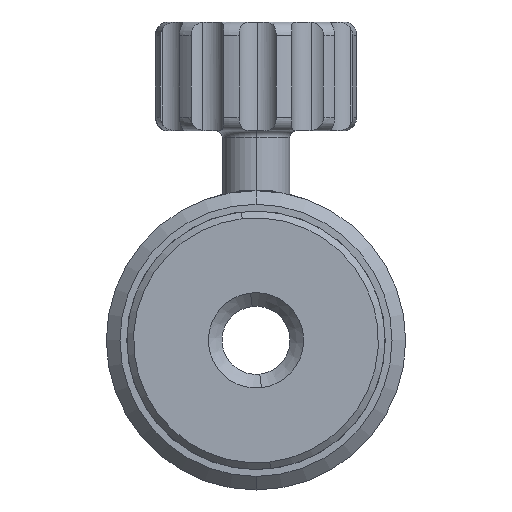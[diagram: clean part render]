
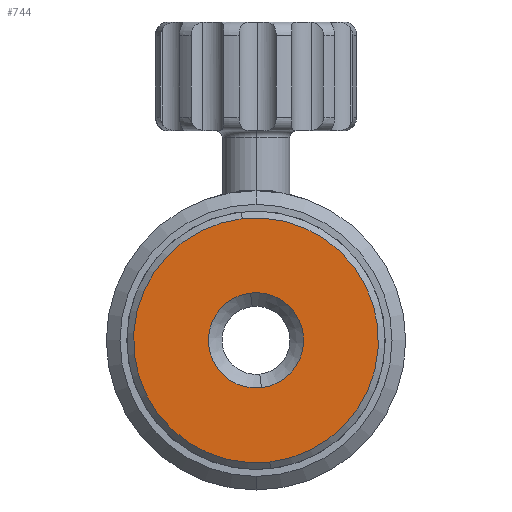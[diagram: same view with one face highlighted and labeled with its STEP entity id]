
A CAD part, front view. The second image highlights one B-rep face of the part: STEP entity #744.
In plain terms, the highlighted planar face has unit normal (0, -1, 0).
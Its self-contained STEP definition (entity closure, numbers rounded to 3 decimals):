
#114 = FACE_BOUND ( 'NONE', #1018, .T. ) ;
#194 = DIRECTION ( 'NONE',  ( 0., 1., 0. ) ) ;
#444 = ORIENTED_EDGE ( 'NONE', *, *, #3993, .T. ) ;
#446 = DIRECTION ( 'NONE',  ( 0., -1., 0. ) ) ;
#512 = ORIENTED_EDGE ( 'NONE', *, *, #4427, .T. ) ;
#520 = DIRECTION ( 'NONE',  ( -0.113, 0., 0.994 ) ) ;
#580 = PLANE ( 'NONE',  #2650 ) ;
#744 = ADVANCED_FACE ( 'NONE', ( #114, #2114 ), #580, .F. ) ;
#971 = CARTESIAN_POINT ( 'NONE',  ( -2.259, -13.944, 25.4 ) ) ;
#1004 = DIRECTION ( 'NONE',  ( -0.113, 0., 0.994 ) ) ;
#1018 = EDGE_LOOP ( 'NONE', ( #444, #4576 ) ) ;
#1083 = AXIS2_PLACEMENT_3D ( 'NONE', #4044, #446, #1608 ) ;
#1270 = VERTEX_POINT ( 'NONE', #1978 ) ;
#1368 = DIRECTION ( 'NONE',  ( -0.113, 0., 0.994 ) ) ;
#1447 = CARTESIAN_POINT ( 'NONE',  ( -2.259, -13.944, 25.4 ) ) ;
#1460 = CARTESIAN_POINT ( 'NONE',  ( -2.259, -13.944, 25.4 ) ) ;
#1608 = DIRECTION ( 'NONE',  ( -0.113, 0., 0.994 ) ) ;
#1657 = VERTEX_POINT ( 'NONE', #4205 ) ;
#1804 = EDGE_CURVE ( 'NONE', #1657, #4323, #4215, .T. ) ;
#1978 = CARTESIAN_POINT ( 'NONE',  ( -1.862, -13.944, 21.923 ) ) ;
#1985 = EDGE_CURVE ( 'NONE', #2930, #1270, #3984, .T. ) ;
#2043 = CIRCLE ( 'NONE', #2495, 3.5 ) ;
#2114 = FACE_OUTER_BOUND ( 'NONE', #4858, .T. ) ;
#2155 = AXIS2_PLACEMENT_3D ( 'NONE', #971, #194, #1004 ) ;
#2294 = CARTESIAN_POINT ( 'NONE',  ( -2.655, -13.944, 28.877 ) ) ;
#2495 = AXIS2_PLACEMENT_3D ( 'NONE', #1460, #3640, #520 ) ;
#2599 = DIRECTION ( 'NONE',  ( -0.113, 0., 0.994 ) ) ;
#2617 = AXIS2_PLACEMENT_3D ( 'NONE', #1447, #3878, #2599 ) ;
#2650 = AXIS2_PLACEMENT_3D ( 'NONE', #3343, #4190, #1368 ) ;
#2895 = CIRCLE ( 'NONE', #2617, 9. ) ;
#2930 = VERTEX_POINT ( 'NONE', #2294 ) ;
#3343 = CARTESIAN_POINT ( 'NONE',  ( -2.259, -13.944, 25.4 ) ) ;
#3640 = DIRECTION ( 'NONE',  ( 0., 1., 0. ) ) ;
#3828 = CARTESIAN_POINT ( 'NONE',  ( -1.24, -13.944, 16.458 ) ) ;
#3878 = DIRECTION ( 'NONE',  ( 0., -1., 0. ) ) ;
#3984 = CIRCLE ( 'NONE', #2155, 3.5 ) ;
#3993 = EDGE_CURVE ( 'NONE', #1270, #2930, #2043, .T. ) ;
#4044 = CARTESIAN_POINT ( 'NONE',  ( -2.259, -13.944, 25.4 ) ) ;
#4190 = DIRECTION ( 'NONE',  ( 0., 1., 0. ) ) ;
#4205 = CARTESIAN_POINT ( 'NONE',  ( -3.278, -13.944, 34.342 ) ) ;
#4215 = CIRCLE ( 'NONE', #1083, 9. ) ;
#4323 = VERTEX_POINT ( 'NONE', #3828 ) ;
#4427 = EDGE_CURVE ( 'NONE', #4323, #1657, #2895, .T. ) ;
#4576 = ORIENTED_EDGE ( 'NONE', *, *, #1985, .T. ) ;
#4858 = EDGE_LOOP ( 'NONE', ( #4949, #512 ) ) ;
#4949 = ORIENTED_EDGE ( 'NONE', *, *, #1804, .T. ) ;
